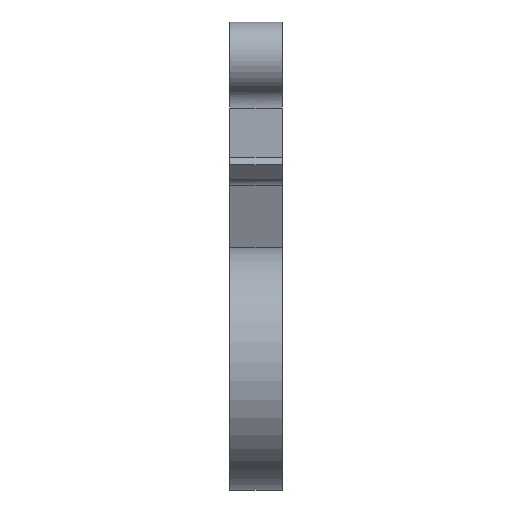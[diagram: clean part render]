
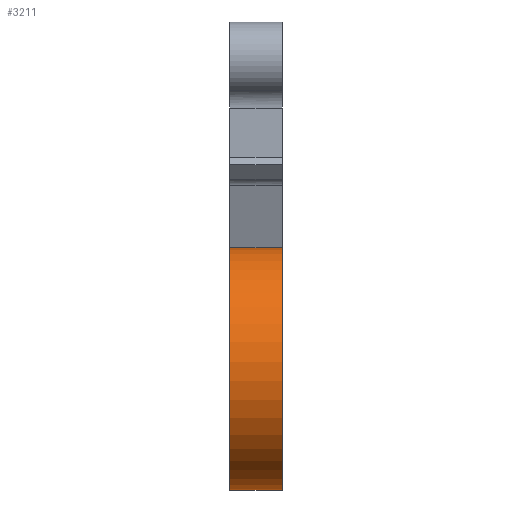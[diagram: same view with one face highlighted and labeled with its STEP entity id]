
A CAD part, left-side view. The second image highlights one B-rep face of the part: STEP entity #3211.
In plain terms, the highlighted free-form (B-spline) face has degree [2, 1] with [7, 2] control points.
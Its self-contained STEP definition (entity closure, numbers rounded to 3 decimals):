
#271 = VERTEX_POINT('',#272);
#272 = CARTESIAN_POINT('',(-3.877,2.468,
    -4.814));
#277 = EDGE_CURVE('',#271,#278,#280,.T.);
#278 = VERTEX_POINT('',#279);
#279 = CARTESIAN_POINT('',(-3.966,2.468,0.118
    ));
#280 = ( BOUNDED_CURVE() B_SPLINE_CURVE(2,(#281,#282,#283,#284,#285,#286
,#287),.UNSPECIFIED.,.F.,.F.) B_SPLINE_CURVE_WITH_KNOTS((3,2,2,3),(
    0.427,2.225,4.022,5.82),
.PIECEWISE_BEZIER_KNOTS.) CURVE() GEOMETRIC_REPRESENTATION_ITEM() 
RATIONAL_B_SPLINE_CURVE((1.,0.623,1.,0.623,1.,
0.623,1.)) REPRESENTATION_ITEM('') );
#281 = CARTESIAN_POINT('',(-3.877,2.468,
    -4.814));
#282 = CARTESIAN_POINT('',(-6.861,2.468,
    -11.366));
#283 = CARTESIAN_POINT('',(-12.574,2.468,
    -6.985));
#284 = CARTESIAN_POINT('',(-18.287,2.468,-2.605
    ));
#285 = CARTESIAN_POINT('',(-12.734,2.468,1.977
    ));
#286 = CARTESIAN_POINT('',(-7.182,2.468,6.558
    ));
#287 = CARTESIAN_POINT('',(-3.966,2.468,0.118
    ));
#1056 = VERTEX_POINT('',#1057);
#1057 = CARTESIAN_POINT('',(-3.966,0.,0.118));
#1062 = EDGE_CURVE('',#1063,#1056,#1065,.T.);
#1063 = VERTEX_POINT('',#1064);
#1064 = CARTESIAN_POINT('',(-3.877,0.,-4.814));
#1065 = ( BOUNDED_CURVE() B_SPLINE_CURVE(2,(#1066,#1067,#1068,#1069,
#1070,#1071,#1072),.UNSPECIFIED.,.F.,.F.) B_SPLINE_CURVE_WITH_KNOTS((3,2
    ,2,3),(0.427,2.225,4.022,5.82),
.PIECEWISE_BEZIER_KNOTS.) CURVE() GEOMETRIC_REPRESENTATION_ITEM() 
RATIONAL_B_SPLINE_CURVE((1.,0.623,1.,0.623,1.,
0.623,1.)) REPRESENTATION_ITEM('') );
#1066 = CARTESIAN_POINT('',(-3.877,0.,-4.814));
#1067 = CARTESIAN_POINT('',(-6.861,0.,-11.366));
#1068 = CARTESIAN_POINT('',(-12.574,0.,-6.985));
#1069 = CARTESIAN_POINT('',(-18.287,0.,-2.605));
#1070 = CARTESIAN_POINT('',(-12.734,0.,1.977));
#1071 = CARTESIAN_POINT('',(-7.182,0.,6.558));
#1072 = CARTESIAN_POINT('',(-3.966,0.,0.118));
#3202 = EDGE_CURVE('',#1056,#278,#3203,.T.);
#3203 = B_SPLINE_CURVE_WITH_KNOTS('',1,(#3204,#3205),.UNSPECIFIED.,.F.,
  .F.,(2,2),(0.,2.5),.PIECEWISE_BEZIER_KNOTS.);
#3204 = CARTESIAN_POINT('',(-3.966,0.,0.118));
#3205 = CARTESIAN_POINT('',(-3.966,2.468,
    0.118));
#3211 = ADVANCED_FACE('',(#3212),#3222,.T.);
#3212 = FACE_BOUND('',#3213,.T.);
#3213 = EDGE_LOOP('',(#3214,#3215,#3216,#3217));
#3214 = ORIENTED_EDGE('',*,*,#1062,.T.);
#3215 = ORIENTED_EDGE('',*,*,#3202,.T.);
#3216 = ORIENTED_EDGE('',*,*,#277,.F.);
#3217 = ORIENTED_EDGE('',*,*,#3218,.F.);
#3218 = EDGE_CURVE('',#1063,#271,#3219,.T.);
#3219 = B_SPLINE_CURVE_WITH_KNOTS('',1,(#3220,#3221),.UNSPECIFIED.,.F.,
  .F.,(2,2),(0.,2.5),.PIECEWISE_BEZIER_KNOTS.);
#3220 = CARTESIAN_POINT('',(-3.877,0.,-4.814));
#3221 = CARTESIAN_POINT('',(-3.877,2.468,
    -4.814));
#3222 = ( BOUNDED_SURFACE() B_SPLINE_SURFACE(2,1,(
    (#3223,#3224)
    ,(#3225,#3226)
    ,(#3227,#3228)
    ,(#3229,#3230)
    ,(#3231,#3232)
    ,(#3233,#3234)
    ,(#3235,#3236
)),.UNSPECIFIED.,.F.,.F.,.F.) B_SPLINE_SURFACE_WITH_KNOTS((3,2,2,3),(2,2
    ),(3.587,5.384,7.182,8.98),(0.,
2.5),.PIECEWISE_BEZIER_KNOTS.) GEOMETRIC_REPRESENTATION_ITEM() 
RATIONAL_B_SPLINE_SURFACE((
    (1.,1.)
    ,(0.623,0.623)
    ,(1.,1.)
    ,(0.623,0.623)
    ,(1.,1.)
    ,(0.623,0.623)
,(1.,1.))) REPRESENTATION_ITEM('') SURFACE() );
#3223 = CARTESIAN_POINT('',(-3.877,0.,-4.814));
#3224 = CARTESIAN_POINT('',(-3.877,2.468,
    -4.814));
#3225 = CARTESIAN_POINT('',(-6.861,0.,-11.366));
#3226 = CARTESIAN_POINT('',(-6.861,2.468,
    -11.366));
#3227 = CARTESIAN_POINT('',(-12.574,0.,-6.985));
#3228 = CARTESIAN_POINT('',(-12.574,2.468,
    -6.985));
#3229 = CARTESIAN_POINT('',(-18.287,0.,-2.605));
#3230 = CARTESIAN_POINT('',(-18.287,2.468,
    -2.605));
#3231 = CARTESIAN_POINT('',(-12.734,0.,1.977));
#3232 = CARTESIAN_POINT('',(-12.734,2.468,
    1.977));
#3233 = CARTESIAN_POINT('',(-7.182,0.,6.558));
#3234 = CARTESIAN_POINT('',(-7.182,2.468,
    6.558));
#3235 = CARTESIAN_POINT('',(-3.966,0.,0.118));
#3236 = CARTESIAN_POINT('',(-3.966,2.468,
    0.118));
